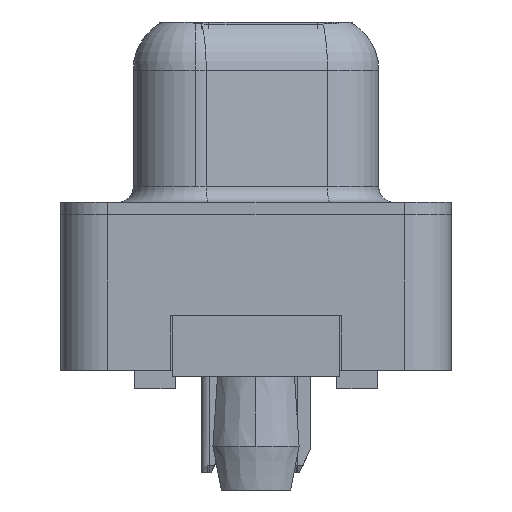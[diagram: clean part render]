
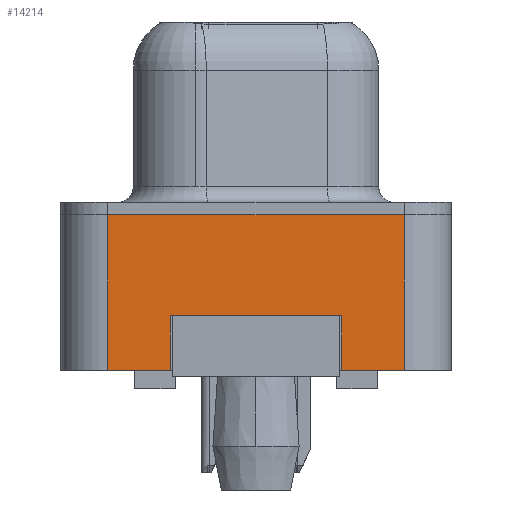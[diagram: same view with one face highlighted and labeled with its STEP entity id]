
A CAD part, left-side view. The second image highlights one B-rep face of the part: STEP entity #14214.
In plain terms, the highlighted planar face has unit normal (-1, 0, 0).
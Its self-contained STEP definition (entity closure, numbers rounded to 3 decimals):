
#734 = VERTEX_POINT ( 'NONE', #5829 ) ;
#1251 = CARTESIAN_POINT ( 'NONE',  ( -2.995, -4.775, 0. ) ) ;
#2086 = LINE ( 'NONE', #9808, #15242 ) ;
#2669 = LINE ( 'NONE', #17979, #12782 ) ;
#2915 = VECTOR ( 'NONE', #9627, 1000. ) ;
#3568 = DIRECTION ( 'NONE',  ( -1., 0., 0. ) ) ;
#3688 = AXIS2_PLACEMENT_3D ( 'NONE', #15711, #3568, #4790 ) ;
#3814 = ORIENTED_EDGE ( 'NONE', *, *, #6662, .T. ) ;
#4307 = VECTOR ( 'NONE', #6180, 1000. ) ;
#4532 = LINE ( 'NONE', #20049, #12635 ) ;
#4790 = DIRECTION ( 'NONE',  ( 0., 0., 1. ) ) ;
#4901 = VERTEX_POINT ( 'NONE', #11795 ) ;
#5146 = VECTOR ( 'NONE', #11973, 1000. ) ;
#5607 = ORIENTED_EDGE ( 'NONE', *, *, #9593, .T. ) ;
#5617 = EDGE_CURVE ( 'NONE', #4901, #17163, #12783, .T. ) ;
#5829 = CARTESIAN_POINT ( 'NONE',  ( -2.995, 2.75, -5. ) ) ;
#5873 = VERTEX_POINT ( 'NONE', #18668 ) ;
#6180 = DIRECTION ( 'NONE',  ( 0., 0., 1. ) ) ;
#6540 = EDGE_CURVE ( 'NONE', #4901, #15036, #9832, .T. ) ;
#6662 = EDGE_CURVE ( 'NONE', #5873, #10454, #6982, .T. ) ;
#6744 = EDGE_CURVE ( 'NONE', #15036, #5873, #4532, .T. ) ;
#6953 = EDGE_CURVE ( 'NONE', #17163, #734, #2086, .T. ) ;
#6982 = LINE ( 'NONE', #10136, #5146 ) ;
#7691 = LINE ( 'NONE', #7792, #12061 ) ;
#7792 = CARTESIAN_POINT ( 'NONE',  ( -2.995, -4.775, -5. ) ) ;
#7850 = PLANE ( 'NONE',  #3688 ) ;
#9374 = ORIENTED_EDGE ( 'NONE', *, *, #6744, .T. ) ;
#9593 = EDGE_CURVE ( 'NONE', #15068, #734, #7691, .T. ) ;
#9627 = DIRECTION ( 'NONE',  ( 0., 0., -1. ) ) ;
#9808 = CARTESIAN_POINT ( 'NONE',  ( -2.995, 2.75, -3.25 ) ) ;
#9832 = LINE ( 'NONE', #19048, #2915 ) ;
#10136 = CARTESIAN_POINT ( 'NONE',  ( -2.995, -4.775, -5. ) ) ;
#10454 = VERTEX_POINT ( 'NONE', #1251 ) ;
#10955 = DIRECTION ( 'NONE',  ( 0., -1., 0. ) ) ;
#10981 = EDGE_CURVE ( 'NONE', #15068, #13609, #18358, .T. ) ;
#11021 = ORIENTED_EDGE ( 'NONE', *, *, #10981, .F. ) ;
#11153 = DIRECTION ( 'NONE',  ( 0., 0., -1. ) ) ;
#11443 = EDGE_CURVE ( 'NONE', #13609, #10454, #2669, .T. ) ;
#11795 = CARTESIAN_POINT ( 'NONE',  ( -2.995, -2.75, -3.25 ) ) ;
#11973 = DIRECTION ( 'NONE',  ( 0., 0., 1. ) ) ;
#12061 = VECTOR ( 'NONE', #10955, 1000. ) ;
#12544 = FACE_OUTER_BOUND ( 'NONE', #17240, .T. ) ;
#12635 = VECTOR ( 'NONE', #13909, 1000. ) ;
#12782 = VECTOR ( 'NONE', #15298, 1000. ) ;
#12783 = LINE ( 'NONE', #12987, #13064 ) ;
#12816 = ORIENTED_EDGE ( 'NONE', *, *, #6953, .F. ) ;
#12987 = CARTESIAN_POINT ( 'NONE',  ( -2.995, 2.75, -3.25 ) ) ;
#13064 = VECTOR ( 'NONE', #17683, 1000. ) ;
#13119 = CARTESIAN_POINT ( 'NONE',  ( -2.995, -2.75, -5. ) ) ;
#13609 = VERTEX_POINT ( 'NONE', #13898 ) ;
#13898 = CARTESIAN_POINT ( 'NONE',  ( -2.995, 4.775, 0. ) ) ;
#13909 = DIRECTION ( 'NONE',  ( 0., -1., 0. ) ) ;
#14214 = ADVANCED_FACE ( 'NONE', ( #12544 ), #7850, .T. ) ;
#14543 = ORIENTED_EDGE ( 'NONE', *, *, #6540, .T. ) ;
#15036 = VERTEX_POINT ( 'NONE', #13119 ) ;
#15068 = VERTEX_POINT ( 'NONE', #16378 ) ;
#15242 = VECTOR ( 'NONE', #11153, 1000. ) ;
#15298 = DIRECTION ( 'NONE',  ( 0., -1., 0. ) ) ;
#15683 = CARTESIAN_POINT ( 'NONE',  ( -2.995, 4.775, -5. ) ) ;
#15711 = CARTESIAN_POINT ( 'NONE',  ( -2.995, -4.775, -5. ) ) ;
#16378 = CARTESIAN_POINT ( 'NONE',  ( -2.995, 4.775, -5. ) ) ;
#16754 = ORIENTED_EDGE ( 'NONE', *, *, #11443, .F. ) ;
#17163 = VERTEX_POINT ( 'NONE', #19931 ) ;
#17240 = EDGE_LOOP ( 'NONE', ( #14543, #9374, #3814, #16754, #11021, #5607, #12816, #18748 ) ) ;
#17683 = DIRECTION ( 'NONE',  ( 0., 1., 0. ) ) ;
#17979 = CARTESIAN_POINT ( 'NONE',  ( -2.995, -4.775, 0. ) ) ;
#18358 = LINE ( 'NONE', #15683, #4307 ) ;
#18668 = CARTESIAN_POINT ( 'NONE',  ( -2.995, -4.775, -5. ) ) ;
#18748 = ORIENTED_EDGE ( 'NONE', *, *, #5617, .F. ) ;
#19048 = CARTESIAN_POINT ( 'NONE',  ( -2.995, -2.75, -3.25 ) ) ;
#19931 = CARTESIAN_POINT ( 'NONE',  ( -2.995, 2.75, -3.25 ) ) ;
#20049 = CARTESIAN_POINT ( 'NONE',  ( -2.995, -4.775, -5. ) ) ;
